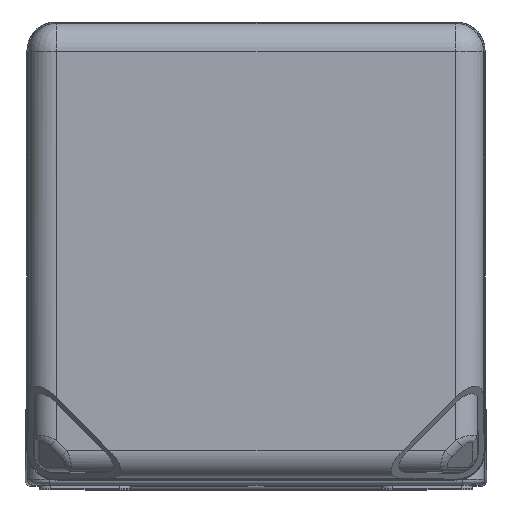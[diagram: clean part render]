
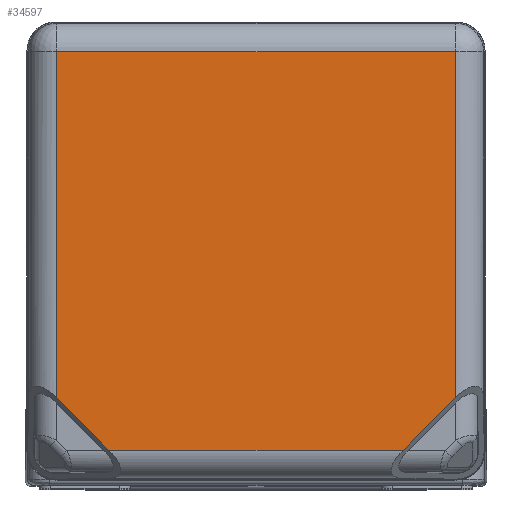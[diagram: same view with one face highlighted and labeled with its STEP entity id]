
A CAD part, top view. The second image highlights one B-rep face of the part: STEP entity #34597.
In plain terms, the highlighted planar face has unit normal (0, 0, 1).
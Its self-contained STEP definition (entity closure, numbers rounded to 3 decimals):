
#6849=DIRECTION('',(0.,1.,0.));
#6850=VECTOR('',#6849,30.372);
#6851=CARTESIAN_POINT('',(-17.473,-12.349,
40.15));
#6852=LINE('',#6851,#6850);
#6853=DIRECTION('',(1.,0.,0.));
#6854=VECTOR('',#6853,34.946);
#6855=CARTESIAN_POINT('',(-17.473,18.023,40.15));
#6856=LINE('',#6855,#6854);
#6857=DIRECTION('',(0.,-1.,0.));
#6858=VECTOR('',#6857,30.372);
#6859=CARTESIAN_POINT('',(17.473,18.023,40.15));
#6860=LINE('',#6859,#6858);
#6861=DIRECTION('',(-0.707,-0.707,0.));
#6862=VECTOR('',#6861,6.468);
#6863=CARTESIAN_POINT('',(17.473,-12.349,40.15));
#6864=LINE('',#6863,#6862);
#6865=DIRECTION('',(-1.,0.,0.));
#6866=VECTOR('',#6865,25.799);
#6867=CARTESIAN_POINT('',(12.899,-16.923,40.15));
#6868=LINE('',#6867,#6866);
#6869=DIRECTION('',(-0.707,0.707,0.));
#6870=VECTOR('',#6869,6.468);
#6871=CARTESIAN_POINT('',(-12.899,-16.923,
40.15));
#6872=LINE('',#6871,#6870);
#24125=CARTESIAN_POINT('',(-17.473,-12.349,
40.15));
#24126=CARTESIAN_POINT('',(-17.473,18.023,
40.15));
#24127=VERTEX_POINT('',#24125);
#24128=VERTEX_POINT('',#24126);
#24129=CARTESIAN_POINT('',(17.473,18.023,40.15));
#24130=VERTEX_POINT('',#24129);
#24131=CARTESIAN_POINT('',(17.473,-12.349,
40.15));
#24132=VERTEX_POINT('',#24131);
#24133=CARTESIAN_POINT('',(12.899,-16.923,
40.15));
#24134=VERTEX_POINT('',#24133);
#24135=CARTESIAN_POINT('',(-12.899,-16.923,
40.15));
#24136=VERTEX_POINT('',#24135);
#34579=CARTESIAN_POINT('',(0.,0.55,
40.15));
#34580=DIRECTION('',(0.,0.,-1.));
#34581=DIRECTION('',(0.,-1.,0.));
#34582=AXIS2_PLACEMENT_3D('',#34579,#34580,#34581);
#34583=PLANE('',#34582);
#34585=ORIENTED_EDGE('',*,*,#34584,.T.);
#34587=ORIENTED_EDGE('',*,*,#34586,.T.);
#34589=ORIENTED_EDGE('',*,*,#34588,.T.);
#34591=ORIENTED_EDGE('',*,*,#34590,.T.);
#34593=ORIENTED_EDGE('',*,*,#34592,.T.);
#34594=ORIENTED_EDGE('',*,*,#34546,.T.);
#34595=EDGE_LOOP('',(#34585,#34587,#34589,#34591,#34593,#34594));
#34596=FACE_OUTER_BOUND('',#34595,.F.);
#34597=ADVANCED_FACE('',(#34596),#34583,.F.);
#34546=EDGE_CURVE('',#24136,#24127,#6872,.T.);
#34584=EDGE_CURVE('',#24127,#24128,#6852,.T.);
#34586=EDGE_CURVE('',#24128,#24130,#6856,.T.);
#34588=EDGE_CURVE('',#24130,#24132,#6860,.T.);
#34590=EDGE_CURVE('',#24132,#24134,#6864,.T.);
#34592=EDGE_CURVE('',#24134,#24136,#6868,.T.);
